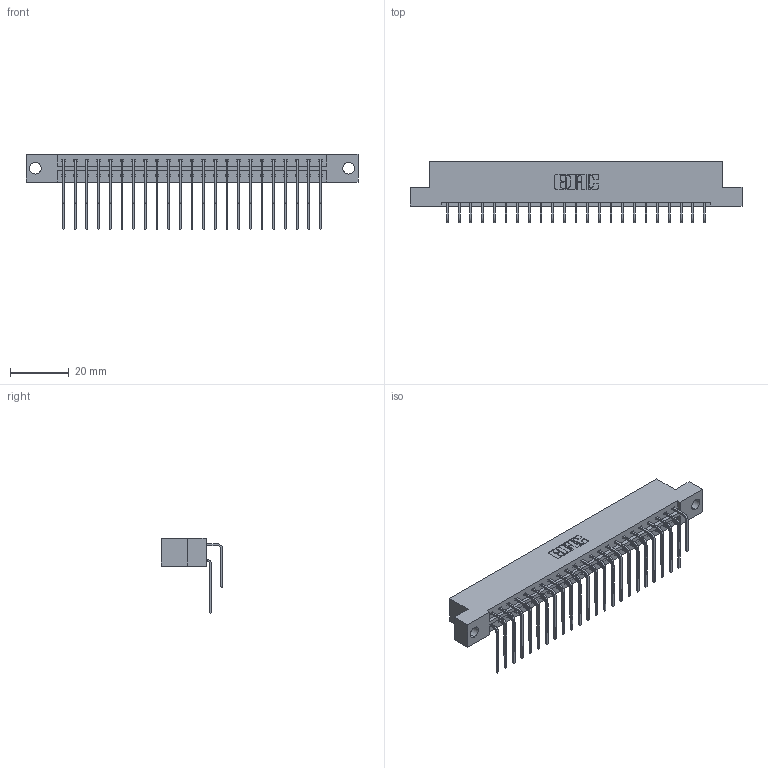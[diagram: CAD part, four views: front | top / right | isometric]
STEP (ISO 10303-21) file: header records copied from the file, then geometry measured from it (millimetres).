
FILE_DESCRIPTION (( 'STEP AP203' ), '1' );
FILE_NAME ('833-046-559-204.STEP', '2020-06-04T15:05:00', ( '' ), ( '' ), 'SwSTEP 2.0', 'SolidWorks 2020', '' );
FILE_SCHEMA (( 'CONFIG_CONTROL_DESIGN' ));
Length unit declared in the file: inch
Products named in the file (4): 833-046-559-204; 345-292-001_558 559 Tail - 1; 345-292-001_559 Tail - 2; 833 Part_Flush - .156 Dia - TH
Assembly tree (47 placements, depth 2):
  833-046-559-204
    833 Part_Flush - .156 Dia - TH
    345-292-001_558 559 Tail - 1  x23
    345-292-001_559 Tail - 2  x23
Bounding box: 112.67 x 20.9 x 25.53 mm (x, y, z)
Volume: 11503.2 mm3; surface area: 14516.7 mm2
Topology: 47 solids, 47 shells, 2598 faces, 7717 edges, 5082 vertices
Faces by surface type: plane 1818, cylinder 780
Entity records: 19041 total; most frequent: CARTESIAN_POINT 3229, ORIENTED_EDGE 3114, DIRECTION 2773, EDGE_CURVE 1557, LINE 1389, VECTOR 1389, VERTEX_POINT 1034, AXIS2_PLACEMENT_3D 692
